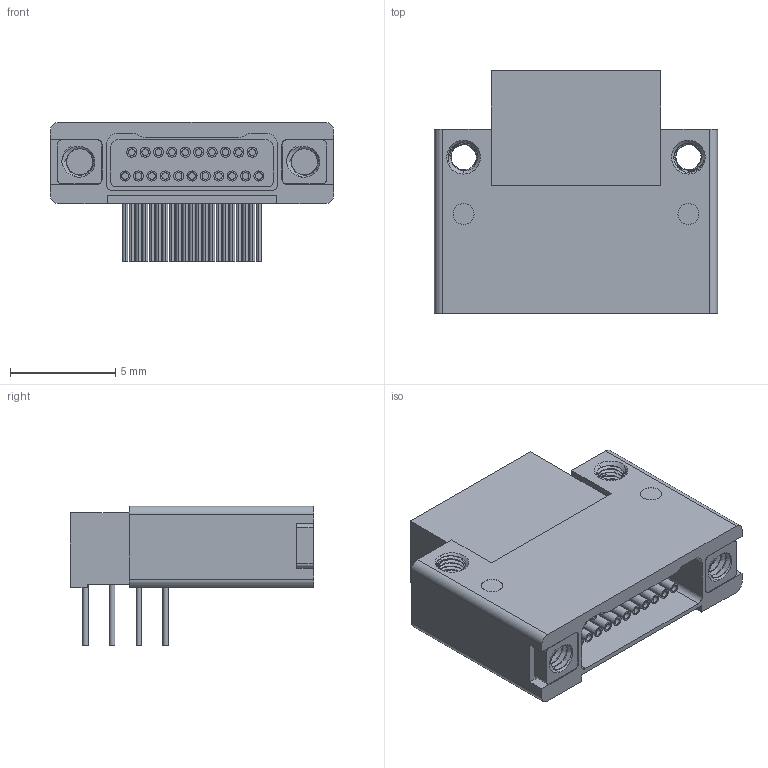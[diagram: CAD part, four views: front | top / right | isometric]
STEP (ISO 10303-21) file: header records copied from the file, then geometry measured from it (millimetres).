
FILE_DESCRIPTION((''),'2;1');
FILE_NAME('21P','2025-03-05T',('gongcheng6'),(''),'PRO/ENGINEER BY PARAMETRIC TECHNOLOGY CORPORATION, 2010280','PRO/ENGINEER BY PARAMETRIC TECHNOLOGY CORPORATION, 2010280','');
FILE_SCHEMA(('CONFIG_CONTROL_DESIGN'));
Length unit declared in the file: millimetre
Products named in the file (1): 21P
Bounding box: 13.44 x 11.54 x 6.64 mm (x, y, z)
Volume: 424.8 mm3; surface area: 918 mm2
Topology: 1 solids, 1 shells, 455 faces, 1171 edges, 795 vertices
Faces by surface type: cylinder 304, plane 131, cone 12, bspline 8
Entity records: 33137 total; most frequent: CARTESIAN_POINT 22138, ORIENTED_EDGE 2342, DIRECTION 2174, EDGE_CURVE 1171, AXIS2_PLACEMENT_3D 856, VERTEX_POINT 795, EDGE_LOOP 536, VECTOR 462
